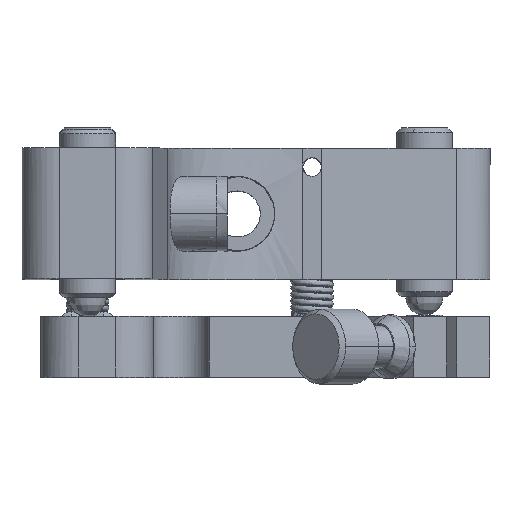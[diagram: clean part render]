
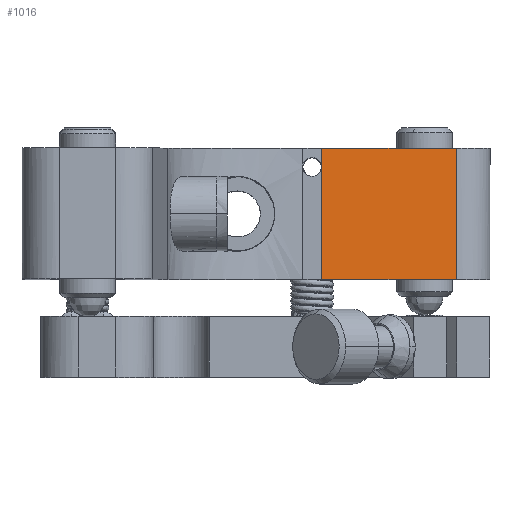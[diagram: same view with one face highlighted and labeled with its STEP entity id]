
A CAD part, top view. The second image highlights one B-rep face of the part: STEP entity #1016.
In plain terms, the highlighted free-form (B-spline) face has degree [1, 1] with [2, 2] control points.
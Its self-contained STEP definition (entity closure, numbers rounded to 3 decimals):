
#1016=ADVANCED_FACE('',(#1511),#18131,.T.);
#1511=FACE_OUTER_BOUND('',#2045,.T.);
#2045=EDGE_LOOP('',(#3724,#3725,#3726,#3727,#3728));
#3724=ORIENTED_EDGE('',*,*,#15166,.T.);
#3725=ORIENTED_EDGE('',*,*,#15167,.T.);
#3726=ORIENTED_EDGE('',*,*,#15157,.F.);
#3727=ORIENTED_EDGE('',*,*,#15163,.F.);
#3728=ORIENTED_EDGE('',*,*,#15168,.T.);
#6357=PCURVE('',#18129,#8999);
#6363=PCURVE('',#18130,#9005);
#6366=PCURVE('',#18131,#9008);
#6367=PCURVE('',#18131,#9009);
#6368=PCURVE('',#18131,#9010);
#6369=PCURVE('',#18131,#9011);
#6370=PCURVE('',#18131,#9012);
#6391=PCURVE('',#18385,#9033);
#6590=PCURVE('',#18141,#9232);
#6630=PCURVE('',#18142,#9272);
#8999=DEFINITIONAL_REPRESENTATION('',(#11585),#97233);
#9005=DEFINITIONAL_REPRESENTATION('',(#11595),#97233);
#9008=DEFINITIONAL_REPRESENTATION('',(#11597),#97233);
#9009=DEFINITIONAL_REPRESENTATION('',(#11599),#97233);
#9010=DEFINITIONAL_REPRESENTATION('',(#11600),#97233);
#9011=DEFINITIONAL_REPRESENTATION('',(#11601),#97233);
#9012=DEFINITIONAL_REPRESENTATION('',(#11603),#97233);
#9033=DEFINITIONAL_REPRESENTATION('',(#11632),#97233);
#9232=DEFINITIONAL_REPRESENTATION('',(#11841),#97233);
#9272=DEFINITIONAL_REPRESENTATION('',(#11854),#97233);
#11584=B_SPLINE_CURVE_WITH_KNOTS('',1,(#30194,#30195),.UNSPECIFIED.,.F.,
 .F.,(2,2),(-2.,0.),.UNSPECIFIED.);
#11585=B_SPLINE_CURVE_WITH_KNOTS('',1,(#30196,#30197),.UNSPECIFIED.,.F.,
 .F.,(2,2),(-2.,0.),.UNSPECIFIED.);
#11594=B_SPLINE_CURVE_WITH_KNOTS('',1,(#30224,#30225),.UNSPECIFIED.,.F.,
 .F.,(2,2),(-12.,0.),.UNSPECIFIED.);
#11595=B_SPLINE_CURVE_WITH_KNOTS('',1,(#30226,#30227),.UNSPECIFIED.,.F.,
 .F.,(2,2),(-12.,0.),.UNSPECIFIED.);
#11596=B_SPLINE_CURVE_WITH_KNOTS('',1,(#30240,#30241),.UNSPECIFIED.,.F.,
 .F.,(2,2),(0.,14.),.UNSPECIFIED.);
#11597=B_SPLINE_CURVE_WITH_KNOTS('',1,(#30242,#30243),.UNSPECIFIED.,.F.,
 .F.,(2,2),(0.,14.),.UNSPECIFIED.);
#11598=B_SPLINE_CURVE_WITH_KNOTS('',1,(#30244,#30245),.UNSPECIFIED.,.F.,
 .F.,(2,2),(0.,14.5),.UNSPECIFIED.);
#11599=B_SPLINE_CURVE_WITH_KNOTS('',1,(#30246,#30247),.UNSPECIFIED.,.F.,
 .F.,(2,2),(0.,14.5),.UNSPECIFIED.);
#11600=B_SPLINE_CURVE_WITH_KNOTS('',1,(#30248,#30249),.UNSPECIFIED.,.F.,
 .F.,(2,2),(-2.,0.),.UNSPECIFIED.);
#11601=B_SPLINE_CURVE_WITH_KNOTS('',1,(#30250,#30251),.UNSPECIFIED.,.F.,
 .F.,(2,2),(-12.,0.),.UNSPECIFIED.);
#11602=B_SPLINE_CURVE_WITH_KNOTS('',1,(#30252,#30253),.UNSPECIFIED.,.F.,
 .F.,(2,2),(-14.5,0.),.UNSPECIFIED.);
#11603=B_SPLINE_CURVE_WITH_KNOTS('',1,(#30254,#30255),.UNSPECIFIED.,.F.,
 .F.,(2,2),(-14.5,0.),.UNSPECIFIED.);
#11632=B_SPLINE_CURVE_WITH_KNOTS('',1,(#30734,#30735),.UNSPECIFIED.,.F.,
 .F.,(2,2),(0.,14.),.UNSPECIFIED.);
#11841=B_SPLINE_CURVE_WITH_KNOTS('',1,(#31697,#31698),.UNSPECIFIED.,.F.,
 .F.,(2,2),(0.,14.5),.UNSPECIFIED.);
#11854=B_SPLINE_CURVE_WITH_KNOTS('',1,(#31814,#31815),.UNSPECIFIED.,.F.,
 .F.,(2,2),(-14.5,0.),.UNSPECIFIED.);
#13741=SURFACE_CURVE('',#11584,(#6357,#6368),.PCURVE_S1.);
#13747=SURFACE_CURVE('',#11594,(#6363,#6369),.PCURVE_S1.);
#13750=SURFACE_CURVE('',#11596,(#6366,#6391),.PCURVE_S1.);
#13751=SURFACE_CURVE('',#11598,(#6367,#6590),.PCURVE_S1.);
#13752=SURFACE_CURVE('',#11602,(#6370,#6630),.PCURVE_S1.);
#15157=EDGE_CURVE('',#17605,#17606,#13741,.T.);
#15163=EDGE_CURVE('',#17610,#17605,#13747,.T.);
#15166=EDGE_CURVE('',#17612,#17613,#13750,.T.);
#15167=EDGE_CURVE('',#17613,#17606,#13751,.T.);
#15168=EDGE_CURVE('',#17610,#17612,#13752,.T.);
#17605=VERTEX_POINT('',#29628);
#17606=VERTEX_POINT('',#29629);
#17610=VERTEX_POINT('',#29633);
#17612=VERTEX_POINT('',#29635);
#17613=VERTEX_POINT('',#29636);
#18129=B_SPLINE_SURFACE_WITH_KNOTS('',1,1,((#28973,#28974),(#28975,#28976)),
 .UNSPECIFIED.,.F.,.F.,.F.,(2,2),(2,2),(0.,2.64),(-2.64,
0.),.UNSPECIFIED.);
#18130=B_SPLINE_SURFACE_WITH_KNOTS('',1,1,((#28977,#28978),(#28979,#28980)),
 .UNSPECIFIED.,.F.,.F.,.F.,(2,2),(2,2),(0.,14.64),(-2.64,
0.),.UNSPECIFIED.);
#18131=B_SPLINE_SURFACE_WITH_KNOTS('',1,1,((#28981,#28982),(#28983,#28984)),
 .UNSPECIFIED.,.F.,.F.,.F.,(2,2),(2,2),(-17.664,0.),
(-17.04,0.),.UNSPECIFIED.);
#18141=B_SPLINE_SURFACE_WITH_KNOTS('',1,1,((#29561,#29562),(#29563,#29564)),
 .UNSPECIFIED.,.F.,.F.,.F.,(2,2),(2,2),(-60.24,0.),
(0.,60.24),.UNSPECIFIED.);
#18142=B_SPLINE_SURFACE_WITH_KNOTS('',1,1,((#29565,#29566),(#29567,#29568)),
 .UNSPECIFIED.,.F.,.F.,.F.,(2,2),(2,2),(0.,60.24),
(0.,60.24),.UNSPECIFIED.);
#18385=(
BOUNDED_SURFACE()
B_SPLINE_SURFACE(2,1,((#29025,#29026),(#29027,#29028),(#29029,#29030),(#29031,
#29032),(#29033,#29034),(#29035,#29036),(#29037,#29038),(#29039,#29040),
(#29041,#29042)),.UNSPECIFIED.,.T.,.F.,.F.)
B_SPLINE_SURFACE_WITH_KNOTS((3,2,2,2,3),(2,2),(0.,1.571,3.142,
4.712,6.283),(0.,17.04),.UNSPECIFIED.)
GEOMETRIC_REPRESENTATION_ITEM()
RATIONAL_B_SPLINE_SURFACE(((1.,1.),(0.707,0.707),
(1.,1.),(0.707,0.707),(1.,1.),(0.707,
0.707),(1.,1.),(0.707,0.707),(1.,1.)))
REPRESENTATION_ITEM('')
SURFACE()
);
#28973=CARTESIAN_POINT('',(-39.795,-79.85,57.84));
#28974=CARTESIAN_POINT('',(-37.155,-79.85,57.84));
#28975=CARTESIAN_POINT('',(-39.795,-79.85,60.48));
#28976=CARTESIAN_POINT('',(-37.155,-79.85,60.48));
#28977=CARTESIAN_POINT('',(-39.795,-79.85,44.84));
#28978=CARTESIAN_POINT('',(-37.155,-79.85,44.84));
#28979=CARTESIAN_POINT('',(-39.795,-79.85,59.48));
#28980=CARTESIAN_POINT('',(-37.155,-79.85,59.48));
#28981=CARTESIAN_POINT('',(-55.468,-81.538,61.68));
#28982=CARTESIAN_POINT('',(-55.468,-81.538,44.64));
#28983=CARTESIAN_POINT('',(-37.902,-79.684,61.68));
#28984=CARTESIAN_POINT('',(-37.902,-79.684,44.64));
#29025=CARTESIAN_POINT('',(-53.475,-89.35,61.68));
#29026=CARTESIAN_POINT('',(-53.475,-89.35,44.64));
#29027=CARTESIAN_POINT('',(-57.475,-89.35,61.68));
#29028=CARTESIAN_POINT('',(-57.475,-89.35,44.64));
#29029=CARTESIAN_POINT('',(-57.475,-85.35,61.68));
#29030=CARTESIAN_POINT('',(-57.475,-85.35,44.64));
#29031=CARTESIAN_POINT('',(-57.475,-81.35,61.68));
#29032=CARTESIAN_POINT('',(-57.475,-81.35,44.64));
#29033=CARTESIAN_POINT('',(-53.475,-81.35,61.68));
#29034=CARTESIAN_POINT('',(-53.475,-81.35,44.64));
#29035=CARTESIAN_POINT('',(-49.475,-81.35,61.68));
#29036=CARTESIAN_POINT('',(-49.475,-81.35,44.64));
#29037=CARTESIAN_POINT('',(-49.475,-85.35,61.68));
#29038=CARTESIAN_POINT('',(-49.475,-85.35,44.64));
#29039=CARTESIAN_POINT('',(-49.475,-89.35,61.68));
#29040=CARTESIAN_POINT('',(-49.475,-89.35,44.64));
#29041=CARTESIAN_POINT('',(-53.475,-89.35,61.68));
#29042=CARTESIAN_POINT('',(-53.475,-89.35,44.64));
#29561=CARTESIAN_POINT('',(-62.595,-100.47,60.16));
#29562=CARTESIAN_POINT('',(-62.595,-40.23,60.16));
#29563=CARTESIAN_POINT('',(-2.355,-100.47,60.16));
#29564=CARTESIAN_POINT('',(-2.355,-40.23,60.16));
#29565=CARTESIAN_POINT('',(-2.355,-100.47,46.16));
#29566=CARTESIAN_POINT('',(-2.355,-40.23,46.16));
#29567=CARTESIAN_POINT('',(-62.595,-100.47,46.16));
#29568=CARTESIAN_POINT('',(-62.595,-40.23,46.16));
#29628=CARTESIAN_POINT('',(-39.475,-79.85,58.16));
#29629=CARTESIAN_POINT('',(-39.475,-79.85,60.16));
#29633=CARTESIAN_POINT('',(-39.475,-79.85,46.16));
#29635=CARTESIAN_POINT('',(-53.895,-81.372,46.16));
#29636=CARTESIAN_POINT('',(-53.895,-81.372,60.16));
#30194=CARTESIAN_POINT('',(-39.475,-79.85,58.16));
#30195=CARTESIAN_POINT('',(-39.475,-79.85,60.16));
#30196=CARTESIAN_POINT('',(0.32,-2.32));
#30197=CARTESIAN_POINT('',(2.32,-2.32));
#30224=CARTESIAN_POINT('',(-39.475,-79.85,46.16));
#30225=CARTESIAN_POINT('',(-39.475,-79.85,58.16));
#30226=CARTESIAN_POINT('',(1.32,-2.32));
#30227=CARTESIAN_POINT('',(13.32,-2.32));
#30240=CARTESIAN_POINT('',(-53.895,-81.372,46.16));
#30241=CARTESIAN_POINT('',(-53.895,-81.372,60.16));
#30242=CARTESIAN_POINT('',(-16.082,-1.52));
#30243=CARTESIAN_POINT('',(-16.082,-15.52));
#30244=CARTESIAN_POINT('',(-53.895,-81.372,60.16));
#30245=CARTESIAN_POINT('',(-39.475,-79.85,60.16));
#30246=CARTESIAN_POINT('',(-16.082,-15.52));
#30247=CARTESIAN_POINT('',(-1.582,-15.52));
#30248=CARTESIAN_POINT('',(-1.582,-13.52));
#30249=CARTESIAN_POINT('',(-1.582,-15.52));
#30250=CARTESIAN_POINT('',(-1.582,-1.52));
#30251=CARTESIAN_POINT('',(-1.582,-13.52));
#30252=CARTESIAN_POINT('',(-39.475,-79.85,46.16));
#30253=CARTESIAN_POINT('',(-53.895,-81.372,46.16));
#30254=CARTESIAN_POINT('',(-1.582,-1.52));
#30255=CARTESIAN_POINT('',(-16.082,-1.52));
#30734=CARTESIAN_POINT('',(3.027,15.52));
#30735=CARTESIAN_POINT('',(3.027,1.52));
#31697=CARTESIAN_POINT('',(-51.54,19.098));
#31698=CARTESIAN_POINT('',(-37.12,20.62));
#31814=CARTESIAN_POINT('',(37.12,20.62));
#31815=CARTESIAN_POINT('',(51.54,19.098));
#97233=(
GEOMETRIC_REPRESENTATION_CONTEXT(2)
PARAMETRIC_REPRESENTATION_CONTEXT()
REPRESENTATION_CONTEXT('pspace','')
);
